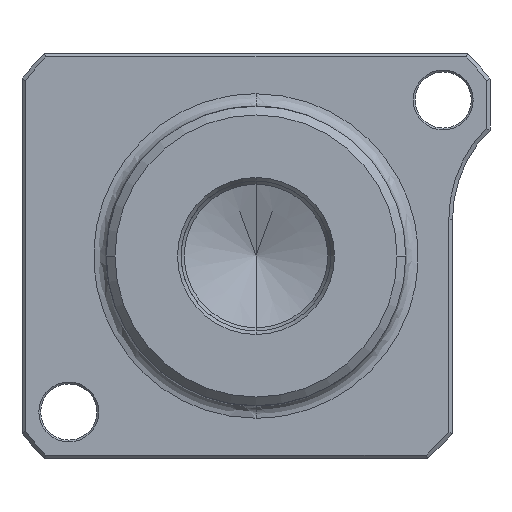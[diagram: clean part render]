
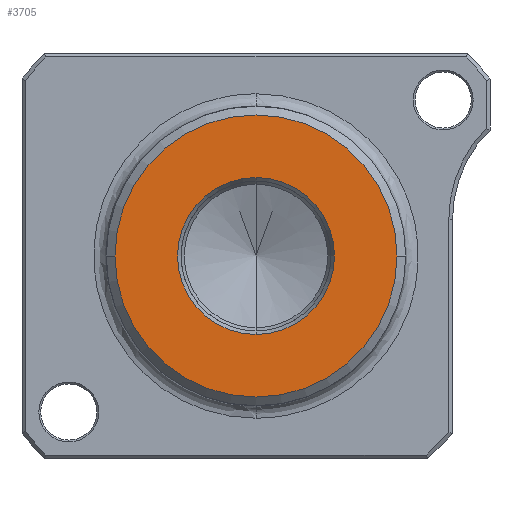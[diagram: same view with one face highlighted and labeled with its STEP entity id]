
A CAD part, left-side view. The second image highlights one B-rep face of the part: STEP entity #3705.
In plain terms, the highlighted planar face has unit normal (-1, 0, 0).
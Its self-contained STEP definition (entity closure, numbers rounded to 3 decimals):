
#231 = CARTESIAN_POINT ( 'NONE',  ( 0., 12., 0. ) ) ;
#288 = ORIENTED_EDGE ( 'NONE', *, *, #3402, .F. ) ;
#298 = FACE_BOUND ( 'NONE', #3963, .T. ) ;
#324 = CARTESIAN_POINT ( 'NONE',  ( 0., 11.3, 0. ) ) ;
#449 = DIRECTION ( 'NONE',  ( -1., 0., 0. ) ) ;
#588 = EDGE_LOOP ( 'NONE', ( #1845, #1898 ) ) ;
#639 = DIRECTION ( 'NONE',  ( 0., 1., 0. ) ) ;
#664 = CARTESIAN_POINT ( 'NONE',  ( 0., 0., 0. ) ) ;
#746 = CARTESIAN_POINT ( 'NONE',  ( 0., -11.3, 0. ) ) ;
#977 = VERTEX_POINT ( 'NONE', #1583 ) ;
#1197 = AXIS2_PLACEMENT_3D ( 'NONE', #664, #2186, #4750 ) ;
#1274 = AXIS2_PLACEMENT_3D ( 'NONE', #2535, #4055, #639 ) ;
#1314 = CARTESIAN_POINT ( 'NONE',  ( 0., 0., 0. ) ) ;
#1436 = PLANE ( 'NONE',  #2410 ) ;
#1583 = CARTESIAN_POINT ( 'NONE',  ( 0., 0., -6.289 ) ) ;
#1845 = ORIENTED_EDGE ( 'NONE', *, *, #2397, .F. ) ;
#1868 = CARTESIAN_POINT ( 'NONE',  ( 0., 0., 6.289 ) ) ;
#1898 = ORIENTED_EDGE ( 'NONE', *, *, #4127, .F. ) ;
#2117 = DIRECTION ( 'NONE',  ( 1., 0., 0. ) ) ;
#2155 = CIRCLE ( 'NONE', #1274, 11.3 ) ;
#2186 = DIRECTION ( 'NONE',  ( -1., 0., 0. ) ) ;
#2249 = CARTESIAN_POINT ( 'NONE',  ( 0., 0., 0. ) ) ;
#2397 = EDGE_CURVE ( 'NONE', #3047, #4411, #3581, .T. ) ;
#2410 = AXIS2_PLACEMENT_3D ( 'NONE', #231, #2117, #4087 ) ;
#2529 = DIRECTION ( 'NONE',  ( 1., 0., 0. ) ) ;
#2535 = CARTESIAN_POINT ( 'NONE',  ( 0., 0., 0. ) ) ;
#2542 = FACE_OUTER_BOUND ( 'NONE', #588, .T. ) ;
#2676 = VERTEX_POINT ( 'NONE', #1868 ) ;
#2763 = DIRECTION ( 'NONE',  ( 0., 0., 1. ) ) ;
#2899 = DIRECTION ( 'NONE',  ( 0., 1., 0. ) ) ;
#3047 = VERTEX_POINT ( 'NONE', #324 ) ;
#3180 = AXIS2_PLACEMENT_3D ( 'NONE', #2249, #2529, #2899 ) ;
#3352 = CIRCLE ( 'NONE', #1197, 6.289 ) ;
#3402 = EDGE_CURVE ( 'NONE', #977, #2676, #3352, .T. ) ;
#3524 = EDGE_CURVE ( 'NONE', #2676, #977, #3912, .T. ) ;
#3581 = CIRCLE ( 'NONE', #3180, 11.3 ) ;
#3705 = ADVANCED_FACE ( 'NONE', ( #2542, #298 ), #1436, .F. ) ;
#3758 = AXIS2_PLACEMENT_3D ( 'NONE', #1314, #449, #2763 ) ;
#3912 = CIRCLE ( 'NONE', #3758, 6.289 ) ;
#3963 = EDGE_LOOP ( 'NONE', ( #4237, #288 ) ) ;
#4055 = DIRECTION ( 'NONE',  ( 1., 0., 0. ) ) ;
#4087 = DIRECTION ( 'NONE',  ( 0., 0., -1. ) ) ;
#4127 = EDGE_CURVE ( 'NONE', #4411, #3047, #2155, .T. ) ;
#4237 = ORIENTED_EDGE ( 'NONE', *, *, #3524, .F. ) ;
#4411 = VERTEX_POINT ( 'NONE', #746 ) ;
#4750 = DIRECTION ( 'NONE',  ( 0., 0., 1. ) ) ;
